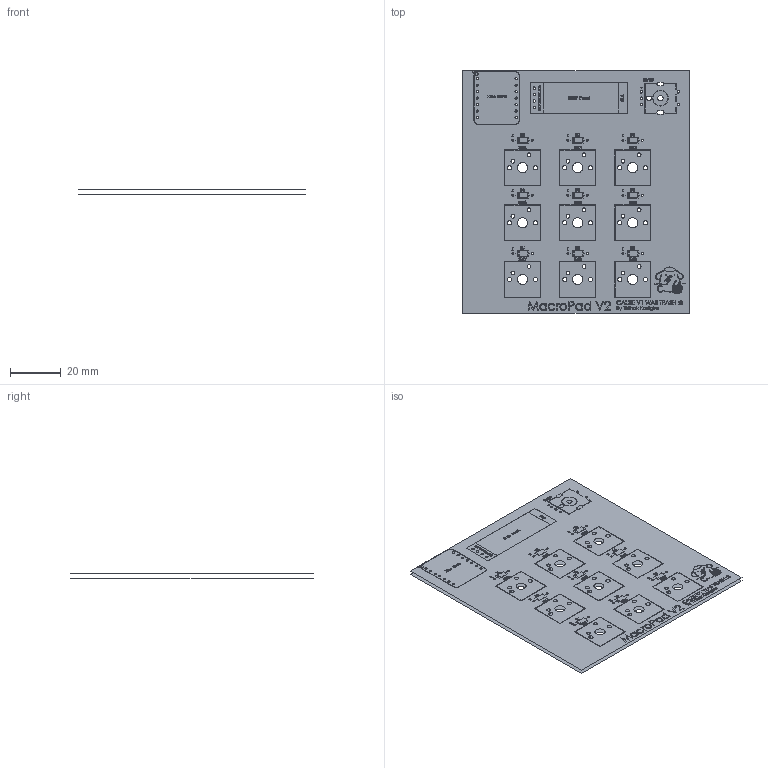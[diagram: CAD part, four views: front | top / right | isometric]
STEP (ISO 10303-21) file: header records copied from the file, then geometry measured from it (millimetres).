
FILE_DESCRIPTION(('KiCad electronic assembly'),'2;1');
FILE_NAME('Macropad.step','2025-12-03T23:16:04',('Pcbnew'),('Kicad'), 'Open CASCADE STEP processor 7.9','KiCad to STEP converter','Unknown' );
FILE_SCHEMA(('AUTOMOTIVE_DESIGN { 1 0 10303 214 1 1 1 1 }'));
Length unit declared in the file: millimetre
Products named in the file (5): Macropad 1; Macropad_silkscreen; Macropad_soldermask
Assembly tree (4 placements, depth 2):
  Macropad 1
    Macropad_silkscreen
    Macropad_silkscreen
    Macropad_soldermask
    Macropad_soldermask
Bounding box: 88.9 x 95.26 x 1.66 mm (x, y, z)
Surface area: 16738.2 mm2 (no closed solid volume)
Topology: 0 solids, 201 shells, 201 faces, 5305 edges, 5305 vertices
Faces by surface type: plane 201
Entity records: 47946 total; most frequent: CARTESIAN_POINT 10816, DIRECTION 6758, ORIENTED_EDGE 5305, EDGE_CURVE 5305, VERTEX_POINT 5305, LINE 4264, VECTOR 4264, AXIS2_PLACEMENT_3D 1247
